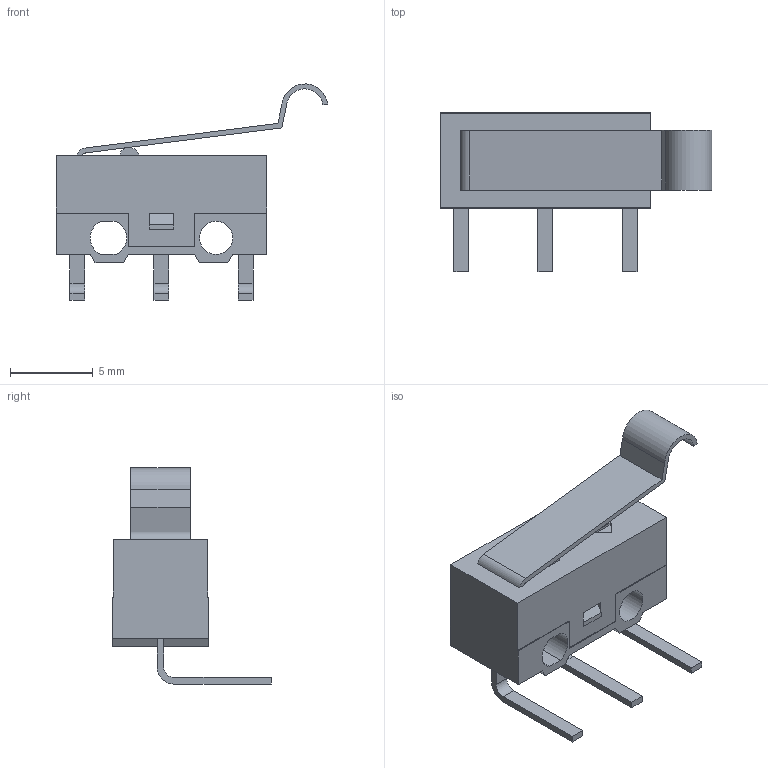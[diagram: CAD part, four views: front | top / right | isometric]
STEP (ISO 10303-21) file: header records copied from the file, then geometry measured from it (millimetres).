
FILE_DESCRIPTION((' '),'2;1');
FILE_NAME('SS075xx02FxxxV1A.stp','2017-07-26T09:08:11',(' '),(' '),' ','ACIS',' ');
FILE_SCHEMA(('CONFIG_CONTROL_DESIGN'));
Length unit declared in the file: inch
Products named in the file (1): SS075xx02FxxxV1A.stp
Bounding box: 16.39 x 9.6 x 13.05 mm (x, y, z)
Volume: 0 mm3; surface area: 887.8 mm2
Topology: 3 solids, 4 shells, 187 faces, 476 edges, 312 vertices
Faces by surface type: plane 158, cylinder 29
Full cylindrical faces by diameter (mm): 2 x1
Entity records: 5711 total; most frequent: CARTESIAN_POINT 975, ORIENTED_EDGE 948, DIRECTION 915, EDGE_CURVE 475, VECTOR 411, LINE 411, VERTEX_POINT 312, AXIS2_PLACEMENT_3D 252
